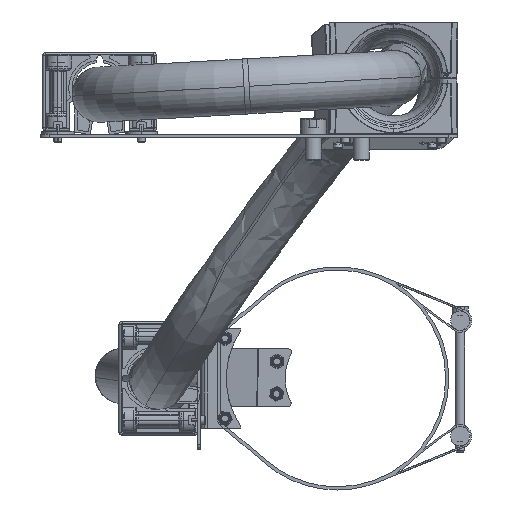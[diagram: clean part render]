
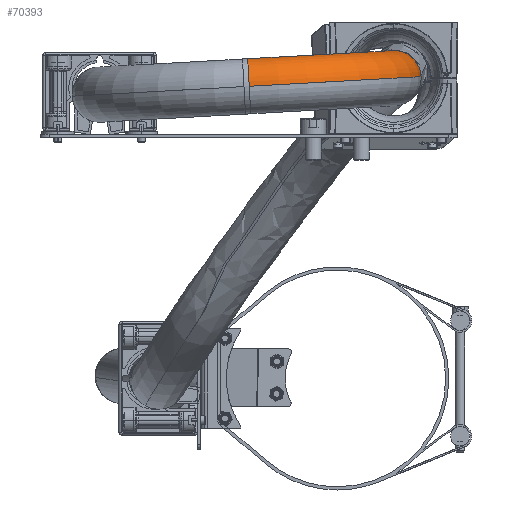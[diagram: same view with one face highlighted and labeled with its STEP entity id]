
A CAD part, left-side view. The second image highlights one B-rep face of the part: STEP entity #70393.
In plain terms, the highlighted toroidal (fillet/blend) face has major radius 90 mm and minor radius 17.2 mm.
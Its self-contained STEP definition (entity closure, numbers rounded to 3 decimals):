
#688 = EDGE_CURVE ( 'NONE', #90740, #30525, #11362, .T. ) ;
#723 = ORIENTED_EDGE ( 'NONE', *, *, #18356, .F. ) ;
#1044 = EDGE_LOOP ( 'NONE', ( #22493, #99756, #105155, #40484, #723, #15972 ) ) ;
#4864 = VERTEX_POINT ( 'NONE', #22546 ) ;
#6735 = AXIS2_PLACEMENT_3D ( 'NONE', #15552, #40963, #40878 ) ;
#9522 = DIRECTION ( 'NONE',  ( 0., 0.998, -0.056 ) ) ;
#10398 = FACE_OUTER_BOUND ( 'NONE', #1044, .T. ) ;
#11362 = CIRCLE ( 'NONE', #6735, 107.2 ) ;
#11450 = CARTESIAN_POINT ( 'NONE',  ( -86.5, 54.859, 1501.967 ) ) ;
#14417 = VERTEX_POINT ( 'NONE', #58957 ) ;
#15203 = DIRECTION ( 'NONE',  ( 0., 0.998, -0.056 ) ) ;
#15552 = CARTESIAN_POINT ( 'NONE',  ( -86.5, 54.859, 1501.967 ) ) ;
#15972 = ORIENTED_EDGE ( 'NONE', *, *, #96423, .F. ) ;
#18356 = EDGE_CURVE ( 'NONE', #100755, #14417, #42789, .T. ) ;
#19379 = CARTESIAN_POINT ( 'NONE',  ( -86.5, -52.173, 1507.962 ) ) ;
#19657 = CARTESIAN_POINT ( 'NONE',  ( -86.5, -35., 1507. ) ) ;
#19733 = CARTESIAN_POINT ( 'NONE',  ( -193.7, 54.859, 1501.967 ) ) ;
#19882 = DIRECTION ( 'NONE',  ( 0., -0.998, 0.056 ) ) ;
#21677 = AXIS2_PLACEMENT_3D ( 'NONE', #59661, #9522, #68097 ) ;
#22493 = ORIENTED_EDGE ( 'NONE', *, *, #28437, .F. ) ;
#22546 = CARTESIAN_POINT ( 'NONE',  ( -176.5, 55.821, 1519.14 ) ) ;
#24674 = CIRCLE ( 'NONE', #45837, 17.2 ) ;
#26499 = CIRCLE ( 'NONE', #41328, 17.2 ) ;
#28097 = DIRECTION ( 'NONE',  ( 0., -0.994, 0.112 ) ) ;
#28437 = EDGE_CURVE ( 'NONE', #90740, #4864, #60355, .T. ) ;
#30525 = VERTEX_POINT ( 'NONE', #19379 ) ;
#31510 = CARTESIAN_POINT ( 'NONE',  ( -159.3, 54.859, 1501.967 ) ) ;
#40484 = ORIENTED_EDGE ( 'NONE', *, *, #67908, .T. ) ;
#40542 = DIRECTION ( 'NONE',  ( 0., 0.056, 0.998 ) ) ;
#40878 = DIRECTION ( 'NONE',  ( 0., -0.998, 0.056 ) ) ;
#40963 = DIRECTION ( 'NONE',  ( 0., 0.056, 0.998 ) ) ;
#41328 = AXIS2_PLACEMENT_3D ( 'NONE', #97016, #46912, #105441 ) ;
#42789 = CIRCLE ( 'NONE', #107006, 72.8 ) ;
#45837 = AXIS2_PLACEMENT_3D ( 'NONE', #19657, #78192, #28097 ) ;
#46912 = DIRECTION ( 'NONE',  ( -1., 0., 0. ) ) ;
#50325 = VERTEX_POINT ( 'NONE', #76713 ) ;
#58957 = CARTESIAN_POINT ( 'NONE',  ( -86.5, -17.827, 1506.038 ) ) ;
#59661 = CARTESIAN_POINT ( 'NONE',  ( -176.5, 54.859, 1501.967 ) ) ;
#60355 = CIRCLE ( 'NONE', #76813, 17.2 ) ;
#65399 = CARTESIAN_POINT ( 'NONE',  ( -176.5, 54.859, 1501.967 ) ) ;
#66916 = CIRCLE ( 'NONE', #21677, 17.2 ) ;
#67908 = EDGE_CURVE ( 'NONE', #50325, #14417, #26499, .T. ) ;
#68097 = DIRECTION ( 'NONE',  ( -0.998, 0.003, 0.056 ) ) ;
#70036 = DIRECTION ( 'NONE',  ( 0., 0.056, 0.998 ) ) ;
#70393 = ADVANCED_FACE ( 'NONE', ( #10398 ), #96848, .T. ) ;
#71165 = EDGE_CURVE ( 'NONE', #30525, #50325, #24674, .T. ) ;
#73793 = DIRECTION ( 'NONE',  ( -0.998, 0.003, 0.056 ) ) ;
#74484 = AXIS2_PLACEMENT_3D ( 'NONE', #11450, #70036, #19882 ) ;
#76713 = CARTESIAN_POINT ( 'NONE',  ( -86.5, -35., 1524.2 ) ) ;
#76813 = AXIS2_PLACEMENT_3D ( 'NONE', #65399, #15203, #73793 ) ;
#78192 = DIRECTION ( 'NONE',  ( -1., 0., 0. ) ) ;
#90624 = CARTESIAN_POINT ( 'NONE',  ( -86.5, 54.859, 1501.967 ) ) ;
#90740 = VERTEX_POINT ( 'NONE', #19733 ) ;
#96423 = EDGE_CURVE ( 'NONE', #4864, #100755, #66916, .T. ) ;
#96848 = TOROIDAL_SURFACE ( 'NONE', #74484, 90., 17.2 ) ;
#97016 = CARTESIAN_POINT ( 'NONE',  ( -86.5, -35., 1507. ) ) ;
#99016 = DIRECTION ( 'NONE',  ( 0., -0.998, 0.056 ) ) ;
#99756 = ORIENTED_EDGE ( 'NONE', *, *, #688, .T. ) ;
#100755 = VERTEX_POINT ( 'NONE', #31510 ) ;
#105155 = ORIENTED_EDGE ( 'NONE', *, *, #71165, .T. ) ;
#105441 = DIRECTION ( 'NONE',  ( 0., -0.994, 0.112 ) ) ;
#107006 = AXIS2_PLACEMENT_3D ( 'NONE', #90624, #40542, #99016 ) ;
